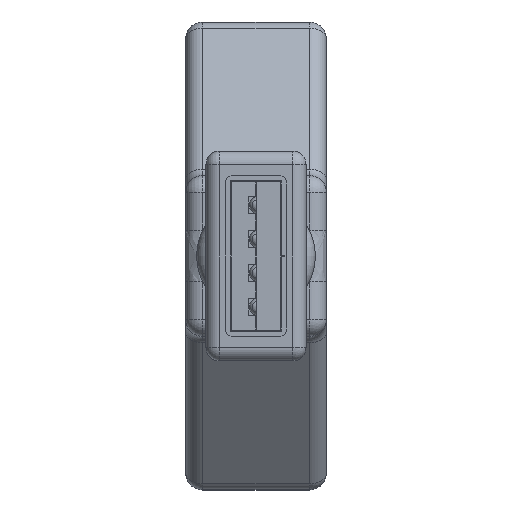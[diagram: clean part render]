
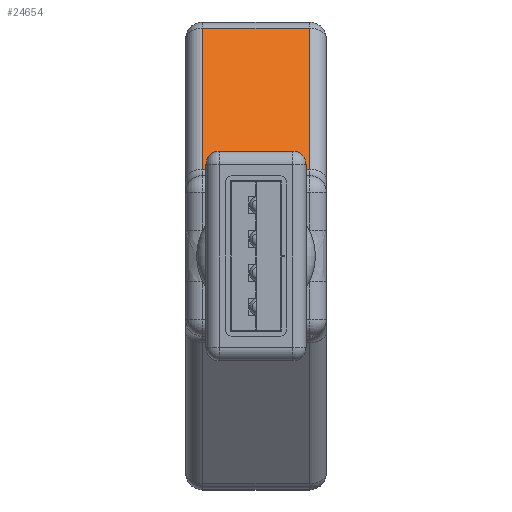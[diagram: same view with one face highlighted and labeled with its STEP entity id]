
A CAD part, front view. The second image highlights one B-rep face of the part: STEP entity #24654.
In plain terms, the highlighted face is planar.
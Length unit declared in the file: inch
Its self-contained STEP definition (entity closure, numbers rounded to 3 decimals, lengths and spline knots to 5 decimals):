
#4538 = DIRECTION ( 'NONE',  ( 0., 1., 0. ) ) ;
#4539 = VECTOR ( 'NONE', #4538, 39.37008 ) ;
#4540 = CARTESIAN_POINT ( 'NONE',  ( 0.1725, 0.2075, 0.2556 ) ) ;
#4541 = LINE ( 'NONE', #4540, #4539 ) ;
#4560 = DIRECTION ( 'NONE',  ( -0.638, 0., 0.77 ) ) ;
#4561 = VECTOR ( 'NONE', #4560, 39.37008 ) ;
#4562 = CARTESIAN_POINT ( 'NONE',  ( 0.1875, 0.1575, 0.2375 ) ) ;
#4563 = DIRECTION ( 'NONE',  ( -0.638, 0., 0.77 ) ) ;
#4564 = DIRECTION ( 'NONE',  ( -0.77, 0., -0.638 ) ) ;
#4565 = AXIS2_PLACEMENT_3D ( 'NONE', #4567, #4564, #4563 ) ;
#4566 = LINE ( 'NONE', #4562, #4561 ) ;
#4567 = CARTESIAN_POINT ( 'NONE',  ( 0.1875, 0.2075, 0.2375 ) ) ;
#4568 = PLANE ( 'NONE',  #4565 ) ;
#4569 = FACE_OUTER_BOUND ( 'NONE', #24655, .T. ) ;
#4644 = CARTESIAN_POINT ( 'NONE',  ( 0.1725, -0.1575, 0.2556 ) ) ;
#4645 = DIRECTION ( 'NONE',  ( 0.638, 0., -0.77 ) ) ;
#4646 = VECTOR ( 'NONE', #4645, 39.37008 ) ;
#4647 = CARTESIAN_POINT ( 'NONE',  ( 0.1875, -0.1575, 0.2375 ) ) ;
#4648 = LINE ( 'NONE', #4647, #4646 ) ;
#4649 = CARTESIAN_POINT ( 'NONE',  ( -0.1725, -0.1575, 0.6719 ) ) ;
#4650 = DIRECTION ( 'NONE',  ( 0., -1., 0. ) ) ;
#4651 = VECTOR ( 'NONE', #4650, 39.37008 ) ;
#4652 = CARTESIAN_POINT ( 'NONE',  ( -0.1725, 0.2075, 0.6719 ) ) ;
#4653 = LINE ( 'NONE', #4652, #4651 ) ;
#4654 = CARTESIAN_POINT ( 'NONE',  ( -0.1725, 0.1575, 0.6719 ) ) ;
#4655 = CARTESIAN_POINT ( 'NONE',  ( 0.1725, 0.1575, 0.2556 ) ) ;
#24635 = ORIENTED_EDGE ( 'NONE', *, *, #24636, .T. ) ;
#24636 = EDGE_CURVE ( 'NONE', #24719, #24712, #4541, .T. ) ;
#24654 = ADVANCED_FACE ( 'NONE', ( #4569 ), #4568, .F. ) ;
#24655 = EDGE_LOOP ( 'NONE', ( #24656, #24714, #24717, #24635 ) ) ;
#24656 = ORIENTED_EDGE ( 'NONE', *, *, #24657, .T. ) ;
#24657 = EDGE_CURVE ( 'NONE', #24712, #24713, #4566, .T. ) ;
#24712 = VERTEX_POINT ( 'NONE', #4655 ) ;
#24713 = VERTEX_POINT ( 'NONE', #4654 ) ;
#24714 = ORIENTED_EDGE ( 'NONE', *, *, #24715, .T. ) ;
#24715 = EDGE_CURVE ( 'NONE', #24713, #24716, #4653, .T. ) ;
#24716 = VERTEX_POINT ( 'NONE', #4649 ) ;
#24717 = ORIENTED_EDGE ( 'NONE', *, *, #24718, .T. ) ;
#24718 = EDGE_CURVE ( 'NONE', #24716, #24719, #4648, .T. ) ;
#24719 = VERTEX_POINT ( 'NONE', #4644 ) ;
